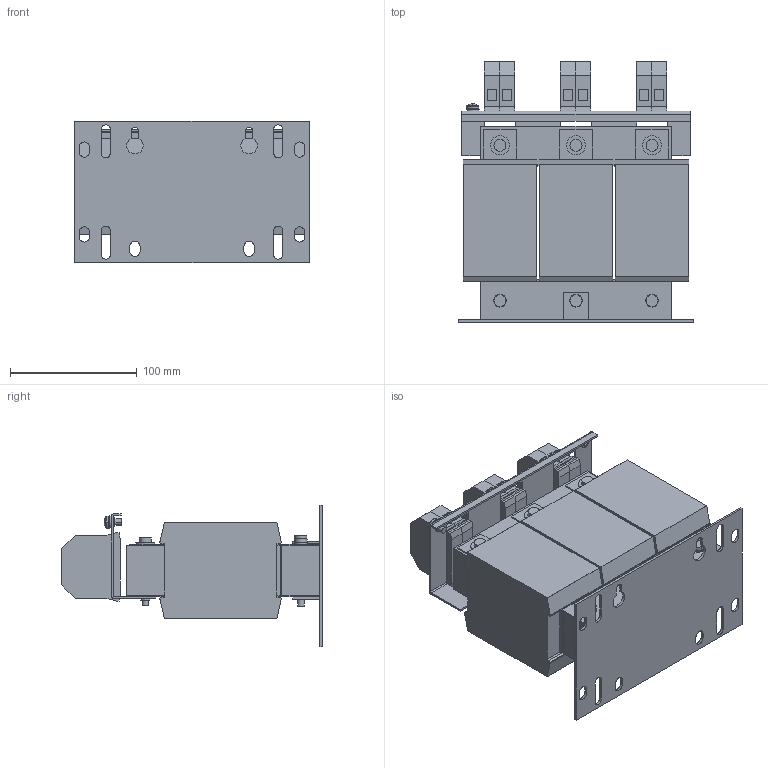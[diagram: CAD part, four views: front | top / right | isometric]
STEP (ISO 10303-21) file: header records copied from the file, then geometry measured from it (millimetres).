
FILE_DESCRIPTION (( 'STEP AP214' ), '1' );
FILE_NAME ('996730.STEP', '2025-02-05T12:19:10', ( '' ), ( '' ), 'SwSTEP 2.0', 'SolidWorks 2022', '' );
FILE_SCHEMA (( 'AUTOMOTIVE_DESIGN' ));
Length unit declared in the file: millimetre
Products named in the file (1): 996730
Bounding box: 185 x 205.8 x 112 mm (x, y, z)
Volume: 1811065 mm3; surface area: 218064.4 mm2
Topology: 1 solids, 5 shells, 904 faces, 2312 edges, 1489 vertices
Faces by surface type: plane 678, cylinder 213, cone 6, torus 5, sphere 2
Entity records: 27168 total; most frequent: CARTESIAN_POINT 4752, ORIENTED_EDGE 4620, DIRECTION 4574, EDGE_CURVE 2310, LINE 1824, VECTOR 1824, VERTEX_POINT 1489, AXIS2_PLACEMENT_3D 1375
